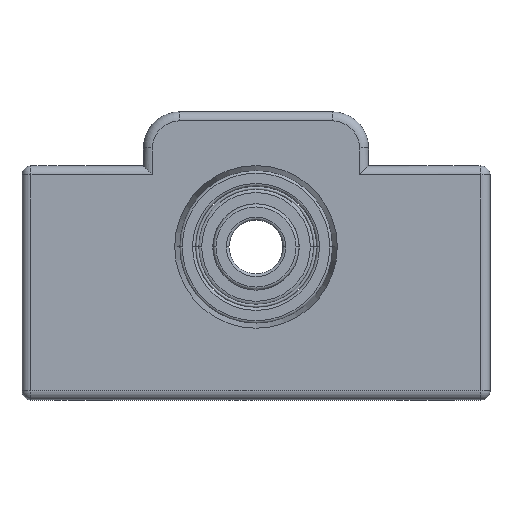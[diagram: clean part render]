
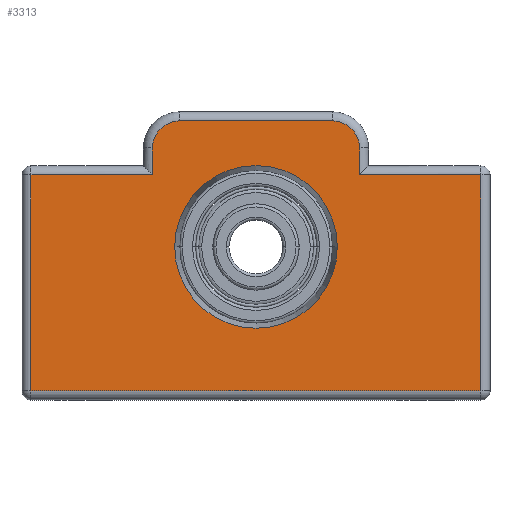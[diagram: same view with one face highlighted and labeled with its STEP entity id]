
A CAD part, top view. The second image highlights one B-rep face of the part: STEP entity #3313.
In plain terms, the highlighted planar face has unit normal (0, 0, 1).
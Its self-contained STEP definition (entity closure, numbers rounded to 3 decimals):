
#1 = DIRECTION ( 'NONE',  ( 1., 0., 0. ) ) ;
#64 = EDGE_CURVE ( 'NONE', #1292, #265, #1317, .T. ) ;
#162 = FACE_OUTER_BOUND ( 'NONE', #1731, .T. ) ;
#237 = ORIENTED_EDGE ( 'NONE', *, *, #1718, .T. ) ;
#249 = AXIS2_PLACEMENT_3D ( 'NONE', #2040, #4511, #2377 ) ;
#265 = VERTEX_POINT ( 'NONE', #860 ) ;
#288 = LINE ( 'NONE', #2888, #3885 ) ;
#337 = VECTOR ( 'NONE', #1684, 1000. ) ;
#341 = EDGE_CURVE ( 'NONE', #265, #4075, #2069, .T. ) ;
#403 = ORIENTED_EDGE ( 'NONE', *, *, #341, .T. ) ;
#598 = CARTESIAN_POINT ( 'NONE',  ( 25., 9., 7. ) ) ;
#622 = CARTESIAN_POINT ( 'NONE',  ( 25., 0., 7. ) ) ;
#662 = ORIENTED_EDGE ( 'NONE', *, *, #4361, .T. ) ;
#669 = VECTOR ( 'NONE', #3220, 1000. ) ;
#671 = DIRECTION ( 'NONE',  ( 0., -1., 0. ) ) ;
#732 = ORIENTED_EDGE ( 'NONE', *, *, #1607, .T. ) ;
#781 = VERTEX_POINT ( 'NONE', #598 ) ;
#807 = CARTESIAN_POINT ( 'NONE',  ( 0., 0., 7. ) ) ;
#860 = CARTESIAN_POINT ( 'NONE',  ( -11.5, 12., 7. ) ) ;
#944 = ORIENTED_EDGE ( 'NONE', *, *, #3151, .T. ) ;
#975 = CARTESIAN_POINT ( 'NONE',  ( 25., -15., 7. ) ) ;
#978 = EDGE_CURVE ( 'NONE', #4075, #3537, #4201, .T. ) ;
#1024 = VERTEX_POINT ( 'NONE', #2016 ) ;
#1044 = LINE ( 'NONE', #3624, #1867 ) ;
#1248 = CARTESIAN_POINT ( 'NONE',  ( -25., 9., 7. ) ) ;
#1292 = VERTEX_POINT ( 'NONE', #2925 ) ;
#1317 = CIRCLE ( 'NONE', #3076, 3. ) ;
#1326 = CARTESIAN_POINT ( 'NONE',  ( 11.5, 12., 7. ) ) ;
#1389 = CARTESIAN_POINT ( 'NONE',  ( 0., 1., 7. ) ) ;
#1504 = DIRECTION ( 'NONE',  ( 0., 0., -1. ) ) ;
#1558 = AXIS2_PLACEMENT_3D ( 'NONE', #1389, #3832, #1748 ) ;
#1607 = EDGE_CURVE ( 'NONE', #3537, #3461, #1044, .T. ) ;
#1651 = LINE ( 'NONE', #2405, #4210 ) ;
#1684 = DIRECTION ( 'NONE',  ( 0., 1., 0. ) ) ;
#1718 = EDGE_CURVE ( 'NONE', #781, #3949, #288, .T. ) ;
#1731 = EDGE_LOOP ( 'NONE', ( #3754, #403, #3953, #732, #2345, #4081, #237, #3103, #1764, #944 ) ) ;
#1748 = DIRECTION ( 'NONE',  ( -1., 0., 0. ) ) ;
#1753 = CIRCLE ( 'NONE', #3074, 3. ) ;
#1764 = ORIENTED_EDGE ( 'NONE', *, *, #2359, .T. ) ;
#1867 = VECTOR ( 'NONE', #671, 1000. ) ;
#1890 = CIRCLE ( 'NONE', #249, 9.036 ) ;
#1970 = EDGE_CURVE ( 'NONE', #3949, #1972, #2990, .T. ) ;
#1972 = VERTEX_POINT ( 'NONE', #1326 ) ;
#2002 = FACE_BOUND ( 'NONE', #3431, .T. ) ;
#2016 = CARTESIAN_POINT ( 'NONE',  ( -9.036, 1., 7. ) ) ;
#2040 = CARTESIAN_POINT ( 'NONE',  ( 0., 1., 7. ) ) ;
#2067 = DIRECTION ( 'NONE',  ( 0., 0., 1. ) ) ;
#2069 = LINE ( 'NONE', #3948, #669 ) ;
#2105 = VERTEX_POINT ( 'NONE', #3120 ) ;
#2222 = VERTEX_POINT ( 'NONE', #3205 ) ;
#2246 = VECTOR ( 'NONE', #3035, 1000. ) ;
#2345 = ORIENTED_EDGE ( 'NONE', *, *, #2440, .T. ) ;
#2357 = CARTESIAN_POINT ( 'NONE',  ( -11.5, 9., 7. ) ) ;
#2359 = EDGE_CURVE ( 'NONE', #1972, #2105, #1753, .T. ) ;
#2377 = DIRECTION ( 'NONE',  ( -1., 0., 0. ) ) ;
#2402 = CARTESIAN_POINT ( 'NONE',  ( 0., 15., 7. ) ) ;
#2405 = CARTESIAN_POINT ( 'NONE',  ( 0., -15., 7. ) ) ;
#2440 = EDGE_CURVE ( 'NONE', #3461, #2997, #1651, .T. ) ;
#2517 = PLANE ( 'NONE',  #2756 ) ;
#2655 = VECTOR ( 'NONE', #3837, 1000. ) ;
#2756 = AXIS2_PLACEMENT_3D ( 'NONE', #807, #1504, #3950 ) ;
#2771 = CARTESIAN_POINT ( 'NONE',  ( -8.5, 12., 7. ) ) ;
#2835 = CIRCLE ( 'NONE', #1558, 9.036 ) ;
#2888 = CARTESIAN_POINT ( 'NONE',  ( 0., 9., 7. ) ) ;
#2903 = DIRECTION ( 'NONE',  ( -1., 0., 0. ) ) ;
#2925 = CARTESIAN_POINT ( 'NONE',  ( -8.5, 15., 7. ) ) ;
#2990 = LINE ( 'NONE', #4126, #337 ) ;
#2997 = VERTEX_POINT ( 'NONE', #975 ) ;
#3012 = DIRECTION ( 'NONE',  ( -1., 0., 0. ) ) ;
#3035 = DIRECTION ( 'NONE',  ( 0., 1., 0. ) ) ;
#3074 = AXIS2_PLACEMENT_3D ( 'NONE', #4172, #2067, #4535 ) ;
#3076 = AXIS2_PLACEMENT_3D ( 'NONE', #2771, #4070, #3012 ) ;
#3103 = ORIENTED_EDGE ( 'NONE', *, *, #1970, .T. ) ;
#3120 = CARTESIAN_POINT ( 'NONE',  ( 8.5, 15., 7. ) ) ;
#3151 = EDGE_CURVE ( 'NONE', #2105, #1292, #3582, .T. ) ;
#3168 = LINE ( 'NONE', #622, #2246 ) ;
#3205 = CARTESIAN_POINT ( 'NONE',  ( 9.036, 1., 7. ) ) ;
#3220 = DIRECTION ( 'NONE',  ( 0., -1., 0. ) ) ;
#3251 = VECTOR ( 'NONE', #3765, 1000. ) ;
#3313 = ADVANCED_FACE ( 'NONE', ( #2002, #162 ), #2517, .F. ) ;
#3431 = EDGE_LOOP ( 'NONE', ( #4149, #662 ) ) ;
#3461 = VERTEX_POINT ( 'NONE', #3659 ) ;
#3537 = VERTEX_POINT ( 'NONE', #1248 ) ;
#3582 = LINE ( 'NONE', #2402, #2655 ) ;
#3624 = CARTESIAN_POINT ( 'NONE',  ( -25., 0., 7. ) ) ;
#3659 = CARTESIAN_POINT ( 'NONE',  ( -25., -15., 7. ) ) ;
#3754 = ORIENTED_EDGE ( 'NONE', *, *, #64, .T. ) ;
#3765 = DIRECTION ( 'NONE',  ( -1., 0., 0. ) ) ;
#3832 = DIRECTION ( 'NONE',  ( 0., 0., -1. ) ) ;
#3837 = DIRECTION ( 'NONE',  ( -1., 0., 0. ) ) ;
#3885 = VECTOR ( 'NONE', #2903, 1000. ) ;
#3948 = CARTESIAN_POINT ( 'NONE',  ( -11.5, 0., 7. ) ) ;
#3949 = VERTEX_POINT ( 'NONE', #4401 ) ;
#3950 = DIRECTION ( 'NONE',  ( -1., 0., 0. ) ) ;
#3953 = ORIENTED_EDGE ( 'NONE', *, *, #978, .T. ) ;
#4070 = DIRECTION ( 'NONE',  ( 0., 0., 1. ) ) ;
#4075 = VERTEX_POINT ( 'NONE', #2357 ) ;
#4076 = EDGE_CURVE ( 'NONE', #2222, #1024, #1890, .T. ) ;
#4081 = ORIENTED_EDGE ( 'NONE', *, *, #4256, .T. ) ;
#4109 = CARTESIAN_POINT ( 'NONE',  ( 0., 9., 7. ) ) ;
#4126 = CARTESIAN_POINT ( 'NONE',  ( 11.5, 0., 7. ) ) ;
#4149 = ORIENTED_EDGE ( 'NONE', *, *, #4076, .T. ) ;
#4172 = CARTESIAN_POINT ( 'NONE',  ( 8.5, 12., 7. ) ) ;
#4201 = LINE ( 'NONE', #4109, #3251 ) ;
#4210 = VECTOR ( 'NONE', #1, 1000. ) ;
#4256 = EDGE_CURVE ( 'NONE', #2997, #781, #3168, .T. ) ;
#4361 = EDGE_CURVE ( 'NONE', #1024, #2222, #2835, .T. ) ;
#4401 = CARTESIAN_POINT ( 'NONE',  ( 11.5, 9., 7. ) ) ;
#4511 = DIRECTION ( 'NONE',  ( 0., 0., -1. ) ) ;
#4535 = DIRECTION ( 'NONE',  ( -1., 0., 0. ) ) ;
